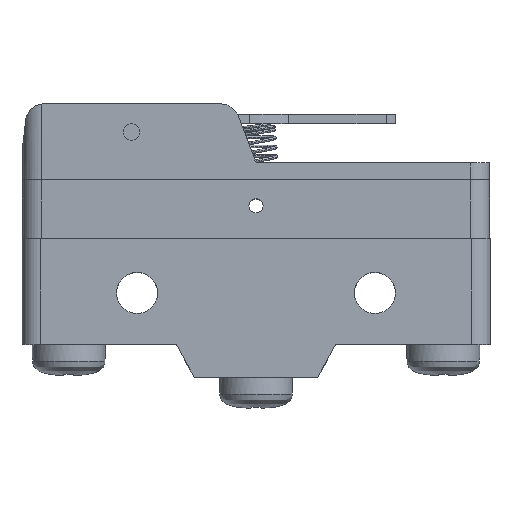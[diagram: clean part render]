
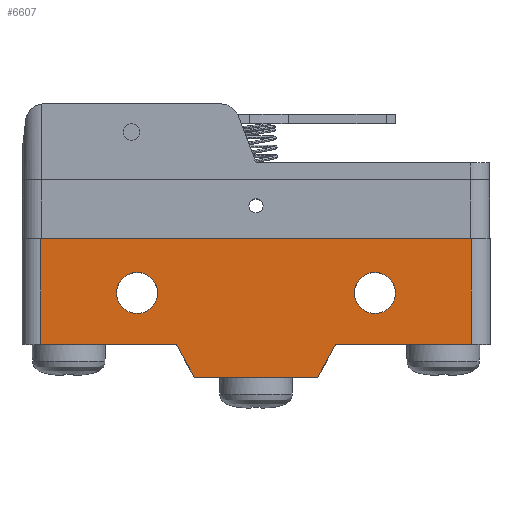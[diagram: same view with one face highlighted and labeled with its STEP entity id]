
A CAD part, top view. The second image highlights one B-rep face of the part: STEP entity #6607.
In plain terms, the highlighted planar face has unit normal (0, 0, 1).
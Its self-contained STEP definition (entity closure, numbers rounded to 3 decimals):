
#1655=DIRECTION('',(1.,0.,0.));
#1656=VECTOR('',#1655,46.);
#1657=CARTESIAN_POINT('',(-23.,14.8,9.));
#1658=LINE('',#1657,#1656);
#1762=CARTESIAN_POINT('',(12.7,9.,9.));
#1763=DIRECTION('',(0.,0.,1.));
#1764=DIRECTION('',(1.,0.,0.));
#1765=AXIS2_PLACEMENT_3D('',#1762,#1763,#1764);
#1767=CARTESIAN_POINT('',(12.7,9.,9.));
#1768=DIRECTION('',(0.,0.,1.));
#1769=DIRECTION('',(-1.,0.,0.));
#1770=AXIS2_PLACEMENT_3D('',#1767,#1768,#1769);
#1772=CARTESIAN_POINT('',(-12.7,9.,9.));
#1773=DIRECTION('',(0.,0.,1.));
#1774=DIRECTION('',(1.,0.,0.));
#1775=AXIS2_PLACEMENT_3D('',#1772,#1773,#1774);
#1777=CARTESIAN_POINT('',(-12.7,9.,9.));
#1778=DIRECTION('',(0.,0.,1.));
#1779=DIRECTION('',(-1.,0.,0.));
#1780=AXIS2_PLACEMENT_3D('',#1777,#1778,#1779);
#1782=DIRECTION('',(0.,-1.,0.));
#1783=VECTOR('',#1782,11.3);
#1784=CARTESIAN_POINT('',(23.,14.8,9.));
#1785=LINE('',#1784,#1783);
#1786=DIRECTION('',(-1.,0.,0.));
#1787=VECTOR('',#1786,14.5);
#1788=CARTESIAN_POINT('',(23.,3.5,9.));
#1789=LINE('',#1788,#1787);
#1790=DIRECTION('',(-0.477,-0.879,0.));
#1791=VECTOR('',#1790,3.982);
#1792=CARTESIAN_POINT('',(8.5,3.5,9.));
#1793=LINE('',#1792,#1791);
#1794=DIRECTION('',(-0.477,0.879,0.));
#1795=VECTOR('',#1794,3.982);
#1796=CARTESIAN_POINT('',(-6.6,0.,9.));
#1797=LINE('',#1796,#1795);
#1798=DIRECTION('',(1.,0.,0.));
#1799=VECTOR('',#1798,14.5);
#1800=CARTESIAN_POINT('',(-23.,3.5,9.));
#1801=LINE('',#1800,#1799);
#1802=DIRECTION('',(0.,-1.,0.));
#1803=VECTOR('',#1802,11.3);
#1804=CARTESIAN_POINT('',(-23.,14.8,9.));
#1805=LINE('',#1804,#1803);
#1846=DIRECTION('',(1.,0.,0.));
#1847=VECTOR('',#1846,13.2);
#1848=CARTESIAN_POINT('',(-6.6,0.,9.));
#1849=LINE('',#1848,#1847);
#3224=CARTESIAN_POINT('',(-6.6,0.,9.));
#3226=VERTEX_POINT('',#3224);
#3228=CARTESIAN_POINT('',(6.6,0.,9.));
#3230=VERTEX_POINT('',#3228);
#3232=CARTESIAN_POINT('',(-8.5,3.5,9.));
#3233=VERTEX_POINT('',#3232);
#3234=CARTESIAN_POINT('',(8.5,3.5,9.));
#3235=VERTEX_POINT('',#3234);
#3240=CARTESIAN_POINT('',(14.9,9.,9.));
#3241=CARTESIAN_POINT('',(10.5,9.,9.));
#3242=VERTEX_POINT('',#3240);
#3243=VERTEX_POINT('',#3241);
#3244=CARTESIAN_POINT('',(-10.5,9.,9.));
#3245=CARTESIAN_POINT('',(-14.9,9.,9.));
#3246=VERTEX_POINT('',#3244);
#3247=VERTEX_POINT('',#3245);
#3284=CARTESIAN_POINT('',(23.,3.5,9.));
#3285=VERTEX_POINT('',#3284);
#3286=CARTESIAN_POINT('',(23.,14.8,9.));
#3287=VERTEX_POINT('',#3286);
#3320=CARTESIAN_POINT('',(-23.,14.8,9.));
#3321=CARTESIAN_POINT('',(-23.,3.5,9.));
#3322=VERTEX_POINT('',#3320);
#3323=VERTEX_POINT('',#3321);
#6575=CARTESIAN_POINT('',(-25.,0.,9.));
#6576=DIRECTION('',(0.,0.,1.));
#6577=DIRECTION('',(1.,0.,0.));
#6578=AXIS2_PLACEMENT_3D('',#6575,#6576,#6577);
#6579=PLANE('',#6578);
#6580=ORIENTED_EDGE('',*,*,#6493,.T.);
#6582=ORIENTED_EDGE('',*,*,#6581,.T.);
#6584=ORIENTED_EDGE('',*,*,#6583,.T.);
#6586=ORIENTED_EDGE('',*,*,#6585,.F.);
#6588=ORIENTED_EDGE('',*,*,#6587,.T.);
#6590=ORIENTED_EDGE('',*,*,#6589,.F.);
#6592=ORIENTED_EDGE('',*,*,#6591,.F.);
#6593=ORIENTED_EDGE('',*,*,#6456,.T.);
#6594=EDGE_LOOP('',(#6580,#6582,#6584,#6586,#6588,#6590,#6592,#6593));
#6595=FACE_OUTER_BOUND('',#6594,.F.);
#6597=ORIENTED_EDGE('',*,*,#6596,.T.);
#6599=ORIENTED_EDGE('',*,*,#6598,.T.);
#6600=EDGE_LOOP('',(#6597,#6599));
#6601=FACE_BOUND('',#6600,.F.);
#6602=ORIENTED_EDGE('',*,*,#6565,.T.);
#6604=ORIENTED_EDGE('',*,*,#6603,.T.);
#6605=EDGE_LOOP('',(#6602,#6604));
#6606=FACE_BOUND('',#6605,.F.);
#1766=CIRCLE('',#1765,2.2);
#1771=CIRCLE('',#1770,2.2);
#1776=CIRCLE('',#1775,2.2);
#1781=CIRCLE('',#1780,2.2);
#6456=EDGE_CURVE('',#3322,#3287,#1658,.T.);
#6493=EDGE_CURVE('',#3287,#3285,#1785,.T.);
#6565=EDGE_CURVE('',#3242,#3243,#1766,.T.);
#6581=EDGE_CURVE('',#3285,#3235,#1789,.T.);
#6583=EDGE_CURVE('',#3235,#3230,#1793,.T.);
#6585=EDGE_CURVE('',#3226,#3230,#1849,.T.);
#6587=EDGE_CURVE('',#3226,#3233,#1797,.T.);
#6589=EDGE_CURVE('',#3323,#3233,#1801,.T.);
#6591=EDGE_CURVE('',#3322,#3323,#1805,.T.);
#6596=EDGE_CURVE('',#3246,#3247,#1776,.T.);
#6598=EDGE_CURVE('',#3247,#3246,#1781,.T.);
#6603=EDGE_CURVE('',#3243,#3242,#1771,.T.);
#6607=ADVANCED_FACE('',(#6595,#6601,#6606),#6579,.T.);
